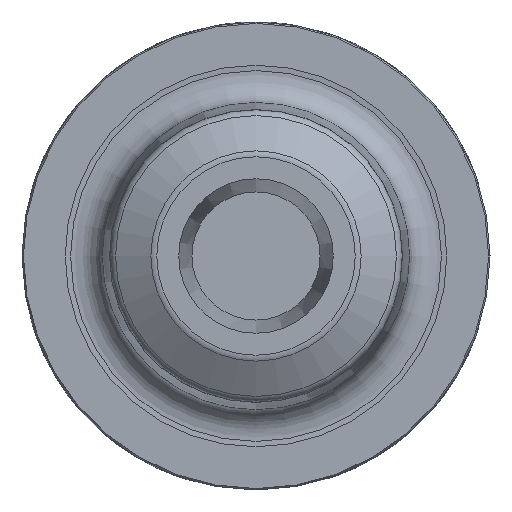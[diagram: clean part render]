
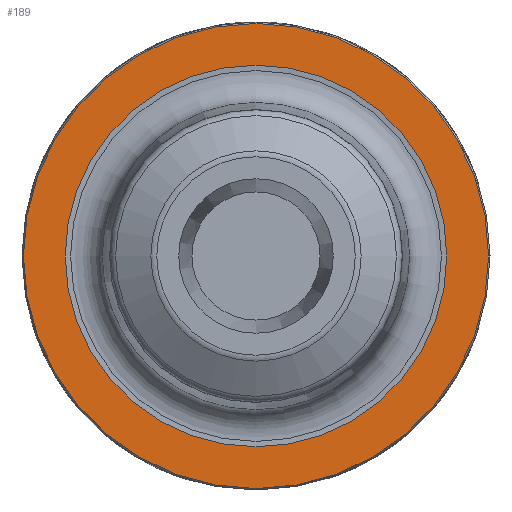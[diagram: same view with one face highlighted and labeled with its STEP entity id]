
A CAD part, left-side view. The second image highlights one B-rep face of the part: STEP entity #189.
In plain terms, the highlighted planar face has unit normal (-1, 0, 0).
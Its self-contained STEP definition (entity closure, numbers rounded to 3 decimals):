
#189=ADVANCED_FACE('',(#291,#292),#223,.F.);
#223=PLANE('',#841);
#291=FACE_BOUND('',#381,.T.);
#292=FACE_BOUND('',#382,.T.);
#381=EDGE_LOOP('',(#547));
#382=EDGE_LOOP('',(#548));
#547=ORIENTED_EDGE('',*,*,#727,.F.);
#548=ORIENTED_EDGE('',*,*,#663,.F.);
#593=VERTEX_POINT('',#1226);
#642=VERTEX_POINT('',#1825);
#663=EDGE_CURVE('',#593,#593,#749,.T.);
#727=EDGE_CURVE('',#642,#642,#763,.T.);
#749=CIRCLE('',#783,39.75);
#763=CIRCLE('',#839,32.611);
#783=AXIS2_PLACEMENT_3D('',#1225,#882,#883);
#839=AXIS2_PLACEMENT_3D('',#1824,#1018,#1019);
#841=AXIS2_PLACEMENT_3D('',#1827,#1022,#1023);
#882=DIRECTION('',(1.,0.,0.));
#883=DIRECTION('',(0.,0.,-1.));
#1018=DIRECTION('',(-1.,0.,0.));
#1019=DIRECTION('',(0.,0.,-1.));
#1022=DIRECTION('',(1.,0.,0.));
#1023=DIRECTION('',(0.,0.,-1.));
#1225=CARTESIAN_POINT('',(117.,0.,0.));
#1226=CARTESIAN_POINT('',(117.,0.,-39.75));
#1824=CARTESIAN_POINT('',(117.,0.,0.));
#1825=CARTESIAN_POINT('',(117.,0.,-32.611));
#1827=CARTESIAN_POINT('',(117.,39.75,0.));
